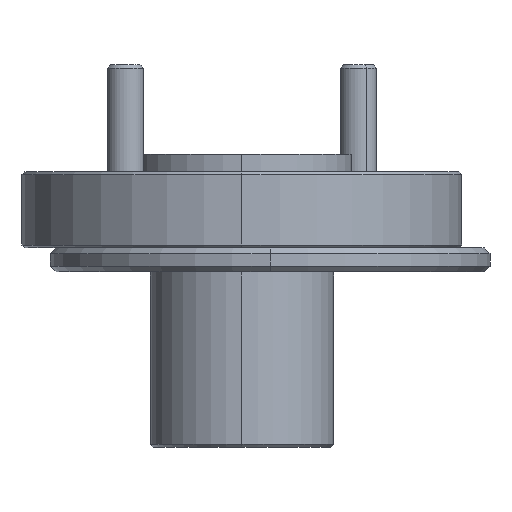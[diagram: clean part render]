
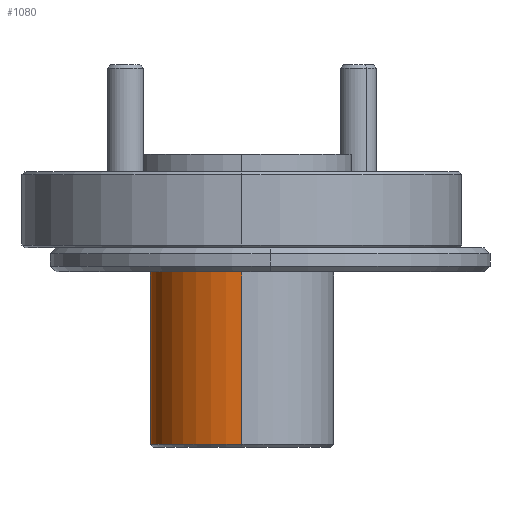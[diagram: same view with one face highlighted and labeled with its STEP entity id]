
A CAD part, left-side view. The second image highlights one B-rep face of the part: STEP entity #1080.
In plain terms, the highlighted cylindrical face has radius 3.975 mm (diameter 7.95 mm), a partial arc.
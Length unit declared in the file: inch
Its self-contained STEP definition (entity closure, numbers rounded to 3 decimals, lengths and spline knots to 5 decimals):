
#4 = CIRCLE ( 'NONE', #360, 0.1565 ) ;
#12 = CARTESIAN_POINT ( 'NONE',  ( -0.89708, 1.22239, -0.77709 ) ) ;
#31 = ORIENTED_EDGE ( 'NONE', *, *, #881, .T. ) ;
#191 = CARTESIAN_POINT ( 'NONE',  ( -0.89708, 1.22239, -0.43709 ) ) ;
#210 = DIRECTION ( 'NONE',  ( 1., 0., 0. ) ) ;
#230 = VECTOR ( 'NONE', #1577, 39.37008 ) ;
#360 = AXIS2_PLACEMENT_3D ( 'NONE', #191, #880, #210 ) ;
#378 = AXIS2_PLACEMENT_3D ( 'NONE', #2907, #1515, #543 ) ;
#524 = VERTEX_POINT ( 'NONE', #1584 ) ;
#543 = DIRECTION ( 'NONE',  ( -1., 0., 0. ) ) ;
#635 = CIRCLE ( 'NONE', #378, 0.1565 ) ;
#781 = EDGE_CURVE ( 'NONE', #1380, #524, #1076, .T. ) ;
#807 = EDGE_LOOP ( 'NONE', ( #3037, #2971, #31, #1313 ) ) ;
#827 = CARTESIAN_POINT ( 'NONE',  ( -0.74058, 1.22239, -0.77209 ) ) ;
#836 = CARTESIAN_POINT ( 'NONE',  ( -1.05358, 1.22239, -0.77709 ) ) ;
#880 = DIRECTION ( 'NONE',  ( 0., 0., -1. ) ) ;
#881 = EDGE_CURVE ( 'NONE', #2898, #524, #4, .T. ) ;
#1076 = LINE ( 'NONE', #1931, #2554 ) ;
#1080 = ADVANCED_FACE ( 'NONE', ( #2220 ), #2292, .T. ) ;
#1213 = EDGE_CURVE ( 'NONE', #1380, #2217, #635, .T. ) ;
#1313 = ORIENTED_EDGE ( 'NONE', *, *, #781, .F. ) ;
#1380 = VERTEX_POINT ( 'NONE', #827 ) ;
#1401 = DIRECTION ( 'NONE',  ( 1., 0., 0. ) ) ;
#1515 = DIRECTION ( 'NONE',  ( 0., 0., 1. ) ) ;
#1577 = DIRECTION ( 'NONE',  ( 0., 0., 1. ) ) ;
#1584 = CARTESIAN_POINT ( 'NONE',  ( -0.74058, 1.22239, -0.43709 ) ) ;
#1931 = CARTESIAN_POINT ( 'NONE',  ( -0.74058, 1.22239, -0.77709 ) ) ;
#2100 = DIRECTION ( 'NONE',  ( 0., 0., 1. ) ) ;
#2217 = VERTEX_POINT ( 'NONE', #2264 ) ;
#2220 = FACE_OUTER_BOUND ( 'NONE', #807, .T. ) ;
#2246 = EDGE_CURVE ( 'NONE', #2217, #2898, #2797, .T. ) ;
#2264 = CARTESIAN_POINT ( 'NONE',  ( -1.05358, 1.22239, -0.77209 ) ) ;
#2281 = CARTESIAN_POINT ( 'NONE',  ( -1.05358, 1.22239, -0.43709 ) ) ;
#2292 = CYLINDRICAL_SURFACE ( 'NONE', #2914, 0.1565 ) ;
#2554 = VECTOR ( 'NONE', #2614, 39.37008 ) ;
#2614 = DIRECTION ( 'NONE',  ( 0., 0., 1. ) ) ;
#2797 = LINE ( 'NONE', #836, #230 ) ;
#2898 = VERTEX_POINT ( 'NONE', #2281 ) ;
#2907 = CARTESIAN_POINT ( 'NONE',  ( -0.89708, 1.22239, -0.77209 ) ) ;
#2914 = AXIS2_PLACEMENT_3D ( 'NONE', #12, #2100, #1401 ) ;
#2971 = ORIENTED_EDGE ( 'NONE', *, *, #2246, .T. ) ;
#3037 = ORIENTED_EDGE ( 'NONE', *, *, #1213, .T. ) ;
